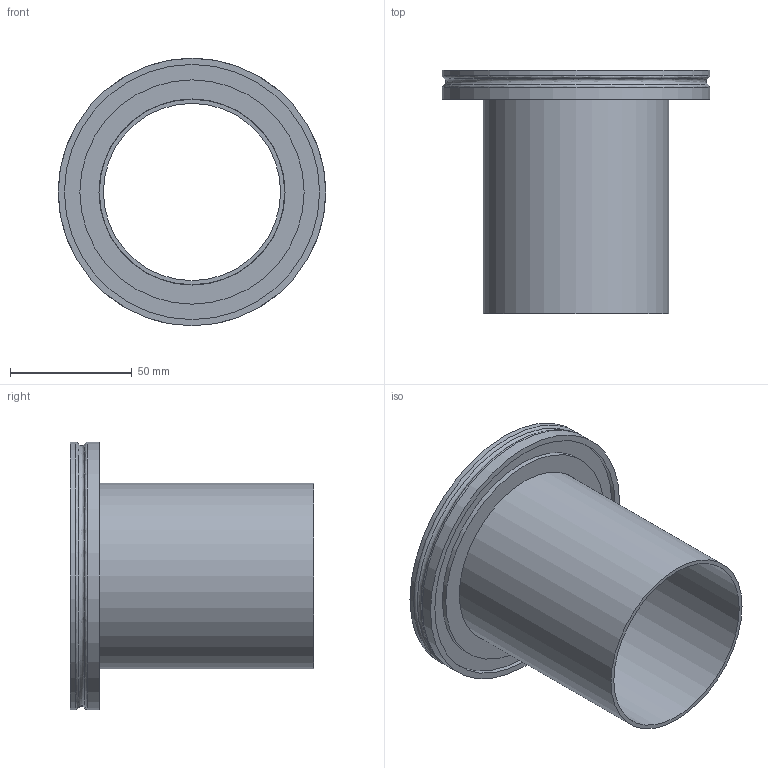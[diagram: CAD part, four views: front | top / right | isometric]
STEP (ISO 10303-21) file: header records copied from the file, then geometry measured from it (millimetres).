
FILE_DESCRIPTION (( 'STEP AP214' ), '1' );
FILE_NAME ('BT1ISOK8076 FULLVAC.STEP', '2019-11-19T13:03:02', ( '' ), ( '' ), 'SwSTEP 2.0', 'SolidWorks 2017', '' );
FILE_SCHEMA (( 'AUTOMOTIVE_DESIGN' ));
Length unit declared in the file: millimetre
Products named in the file (3): 2^BT1ISOK8076 FULLVAC; BT1ISOK8076 FULLVAC; 1^BT1ISOK8076 FULLVAC
Assembly tree (2 placements, depth 2):
  BT1ISOK8076 FULLVAC
    1^BT1ISOK8076 FULLVAC
    2^BT1ISOK8076 FULLVAC
Bounding box: 110 x 100 x 110 mm (x, y, z)
Volume: 87264.1 mm3; surface area: 64041.7 mm2
Topology: 2 solids, 2 shells, 22 faces, 41 edges, 27 vertices
Faces by surface type: cylinder 9, plane 8, bspline 4, cone 1
Full cylindrical faces by diameter (mm): 72.9 x2, 76.2 x1, 76.5 x1, 83 x1, 92.2 x1, 104.9 x1, 110 x2
Entity records: 898 total; most frequent: CARTESIAN_POINT 185, DIRECTION 88, AXIS2_PLACEMENT_3D 44, ORIENTED_EDGE 44, EDGE_LOOP 44, FACE_OUTER_BOUND 35, UNCERTAINTY_MEASURE_WITH_UNIT 29, STYLED_ITEM 26
